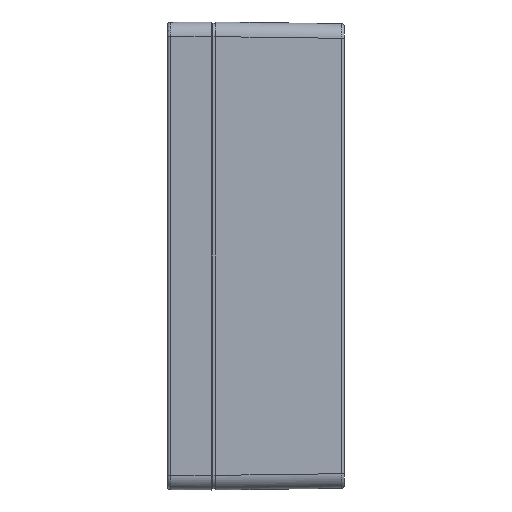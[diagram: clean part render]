
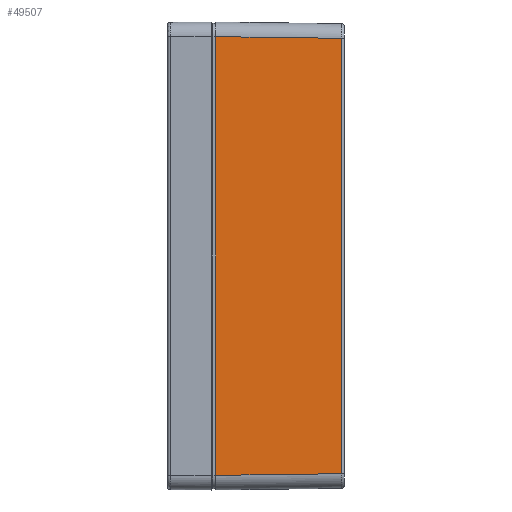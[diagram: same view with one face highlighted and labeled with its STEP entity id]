
A CAD part, left-side view. The second image highlights one B-rep face of the part: STEP entity #49507.
In plain terms, the highlighted planar face has unit normal (-1, -0.013, 0).
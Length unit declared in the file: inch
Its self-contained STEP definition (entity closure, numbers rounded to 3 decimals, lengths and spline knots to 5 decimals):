
#1331 = EDGE_LOOP ( 'NONE', ( #35688, #51020, #17643, #46089 ) ) ;
#5093 = CARTESIAN_POINT ( 'NONE',  ( -0.50043, -0.03937, -0.47743 ) ) ;
#5217 = VERTEX_POINT ( 'NONE', #36513 ) ;
#6565 = VECTOR ( 'NONE', #27024, 39.37008 ) ;
#6856 = VECTOR ( 'NONE', #51990, 39.37008 ) ;
#7165 = CARTESIAN_POINT ( 'NONE',  ( -0.47826, -1.7328, -0.25791 ) ) ;
#8125 = VERTEX_POINT ( 'NONE', #27636 ) ;
#8702 = CARTESIAN_POINT ( 'NONE',  ( -0.47826, -1.7328, 5.60227 ) ) ;
#9373 = CARTESIAN_POINT ( 'NONE',  ( -0.47826, -1.7328, 5.60227 ) ) ;
#9898 = LINE ( 'NONE', #9373, #50098 ) ;
#13581 = DIRECTION ( 'NONE',  ( -0.013, 1., 0. ) ) ;
#17643 = ORIENTED_EDGE ( 'NONE', *, *, #44325, .T. ) ;
#17896 = PLANE ( 'NONE',  #50746 ) ;
#18383 = CARTESIAN_POINT ( 'NONE',  ( -0.47826, -1.7328, 1.09738 ) ) ;
#19392 = LINE ( 'NONE', #51950, #6565 ) ;
#21674 = EDGE_CURVE ( 'NONE', #52136, #8125, #19392, .T. ) ;
#25891 = EDGE_CURVE ( 'NONE', #43926, #5217, #9898, .T. ) ;
#26419 = DIRECTION ( 'NONE',  ( -0.013, 1., 0.013 ) ) ;
#27024 = DIRECTION ( 'NONE',  ( -0.013, 1., -0.013 ) ) ;
#27636 = CARTESIAN_POINT ( 'NONE',  ( -0.50043, -0.03937, -0.28008 ) ) ;
#30408 = DIRECTION ( 'NONE',  ( -1., -0.013, 0. ) ) ;
#32085 = EDGE_CURVE ( 'NONE', #43926, #52136, #43900, .T. ) ;
#33406 = FACE_OUTER_BOUND ( 'NONE', #1331, .T. ) ;
#34202 = CARTESIAN_POINT ( 'NONE',  ( -0.50095, 0., -0.47743 ) ) ;
#34583 = VECTOR ( 'NONE', #42245, 39.37008 ) ;
#35688 = ORIENTED_EDGE ( 'NONE', *, *, #32085, .F. ) ;
#36513 = CARTESIAN_POINT ( 'NONE',  ( -0.50043, -0.03937, 5.62444 ) ) ;
#42245 = DIRECTION ( 'NONE',  ( 0., 0., -1. ) ) ;
#43900 = LINE ( 'NONE', #18383, #6856 ) ;
#43926 = VERTEX_POINT ( 'NONE', #8702 ) ;
#44325 = EDGE_CURVE ( 'NONE', #5217, #8125, #51575, .T. ) ;
#46089 = ORIENTED_EDGE ( 'NONE', *, *, #21674, .F. ) ;
#49507 = ADVANCED_FACE ( 'NONE', ( #33406 ), #17896, .T. ) ;
#50098 = VECTOR ( 'NONE', #26419, 39.37008 ) ;
#50746 = AXIS2_PLACEMENT_3D ( 'NONE', #34202, #30408, #13581 ) ;
#51020 = ORIENTED_EDGE ( 'NONE', *, *, #25891, .T. ) ;
#51575 = LINE ( 'NONE', #5093, #34583 ) ;
#51950 = CARTESIAN_POINT ( 'NONE',  ( -0.50044, -0.03864, -0.28009 ) ) ;
#51990 = DIRECTION ( 'NONE',  ( 0., 0., -1. ) ) ;
#52136 = VERTEX_POINT ( 'NONE', #7165 ) ;
